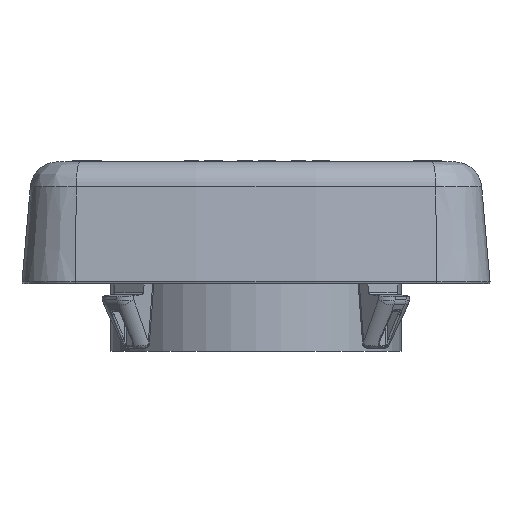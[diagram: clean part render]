
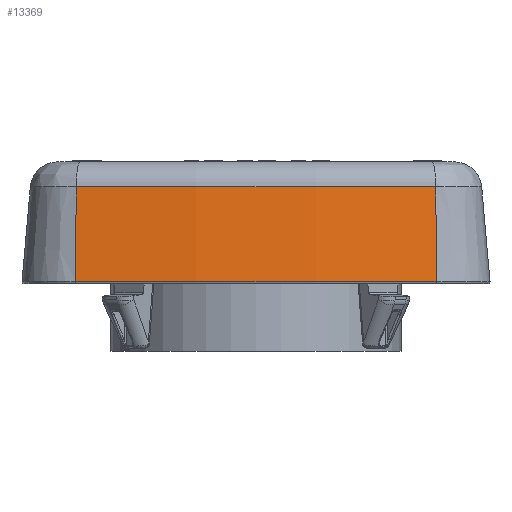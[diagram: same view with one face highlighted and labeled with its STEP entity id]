
A CAD part, left-side view. The second image highlights one B-rep face of the part: STEP entity #13369.
In plain terms, the highlighted conical face has half-angle 5 degrees and reference radius 182.518 mm.
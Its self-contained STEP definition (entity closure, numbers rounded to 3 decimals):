
#211=CONICAL_SURFACE('',#42878,182.518,5.);
#3292=LINE('',#57877,#8499);
#3293=LINE('',#57883,#8500);
#8499=VECTOR('',#46958,1.);
#8500=VECTOR('',#46965,1.);
#13369=ADVANCED_FACE('',(#15669),#211,.T.);
#15669=FACE_OUTER_BOUND('',#17850,.T.);
#17850=EDGE_LOOP('',(#21393,#21394,#21395,#21396));
#21393=ORIENTED_EDGE('',*,*,#36725,.F.);
#21394=ORIENTED_EDGE('',*,*,#36726,.T.);
#21395=ORIENTED_EDGE('',*,*,#36727,.F.);
#21396=ORIENTED_EDGE('',*,*,#36723,.F.);
#32480=VERTEX_POINT('',#57876);
#32481=VERTEX_POINT('',#57878);
#32482=VERTEX_POINT('',#57882);
#32483=VERTEX_POINT('',#57884);
#36723=EDGE_CURVE('',#32480,#32481,#3292,.T.);
#36725=EDGE_CURVE('',#32482,#32480,#41948,.T.);
#36726=EDGE_CURVE('',#32482,#32483,#3293,.T.);
#36727=EDGE_CURVE('',#32481,#32483,#41949,.T.);
#41948=CIRCLE('',#42876,182.003);
#41949=CIRCLE('',#42877,183.033);
#42876=AXIS2_PLACEMENT_3D('',#57881,#46963,#46964);
#42877=AXIS2_PLACEMENT_3D('',#57885,#46966,#46967);
#42878=AXIS2_PLACEMENT_3D('',#57886,#46968,#46969);
#46958=DIRECTION('',(-0.086,-0.011,-0.996));
#46963=DIRECTION('',(0.,0.,1.));
#46964=DIRECTION('',(-0.992,0.123,0.));
#46965=DIRECTION('',(-0.086,0.011,-0.996));
#46966=DIRECTION('',(0.,0.,-1.));
#46967=DIRECTION('',(-0.992,-0.123,0.));
#46968=DIRECTION('',(0.,0.,-1.));
#46969=DIRECTION('',(-1.,0.,0.));
#57876=CARTESIAN_POINT('',(-72.382,-22.297,11.396));
#57877=CARTESIAN_POINT('',(-72.382,-22.297,11.396));
#57878=CARTESIAN_POINT('',(-73.405,-22.423,-0.383));
#57881=CARTESIAN_POINT('',(108.25,0.,11.396));
#57882=CARTESIAN_POINT('',(-72.382,22.297,11.396));
#57883=CARTESIAN_POINT('',(-72.382,22.297,11.396));
#57884=CARTESIAN_POINT('',(-73.405,22.423,-0.383));
#57885=CARTESIAN_POINT('',(108.25,0.,-0.383));
#57886=CARTESIAN_POINT('',(108.25,0.,5.507));
